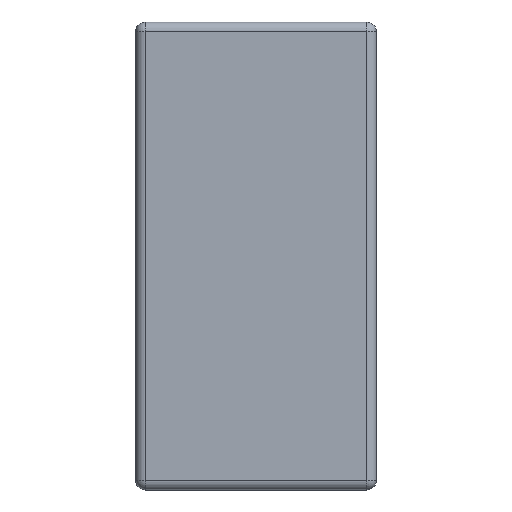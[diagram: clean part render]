
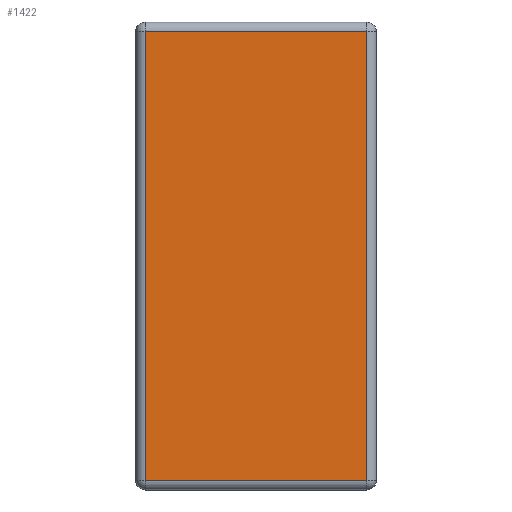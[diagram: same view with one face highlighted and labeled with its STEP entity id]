
A CAD part, left-side view. The second image highlights one B-rep face of the part: STEP entity #1422.
In plain terms, the highlighted planar face has unit normal (-1, 0, 0).
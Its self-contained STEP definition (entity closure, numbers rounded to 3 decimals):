
#25 = VECTOR ( 'NONE', #2159, 1000. ) ;
#62 = CARTESIAN_POINT ( 'NONE',  ( 0., 0.073, -0.073 ) ) ;
#101 = EDGE_CURVE ( 'NONE', #542, #1254, #3647, .T. ) ;
#169 = EDGE_LOOP ( 'NONE', ( #3747, #600, #224, #2582 ) ) ;
#224 = ORIENTED_EDGE ( 'NONE', *, *, #1381, .T. ) ;
#542 = VERTEX_POINT ( 'NONE', #1799 ) ;
#600 = ORIENTED_EDGE ( 'NONE', *, *, #101, .T. ) ;
#632 = CARTESIAN_POINT ( 'NONE',  ( 0., 0., 0. ) ) ;
#660 = PLANE ( 'NONE',  #1483 ) ;
#677 = DIRECTION ( 'NONE',  ( -1., 0., 0. ) ) ;
#690 = FACE_OUTER_BOUND ( 'NONE', #169, .T. ) ;
#853 = CARTESIAN_POINT ( 'NONE',  ( 0., 0.073, 0. ) ) ;
#937 = LINE ( 'NONE', #4305, #25 ) ;
#1243 = VECTOR ( 'NONE', #4025, 1000. ) ;
#1254 = VERTEX_POINT ( 'NONE', #62 ) ;
#1347 = CARTESIAN_POINT ( 'NONE',  ( 0., 1.727, -3.427 ) ) ;
#1381 = EDGE_CURVE ( 'NONE', #1254, #4301, #3108, .T. ) ;
#1395 = DIRECTION ( 'NONE',  ( 0., 1., 0. ) ) ;
#1422 = ADVANCED_FACE ( 'NONE', ( #690 ), #660, .T. ) ;
#1483 = AXIS2_PLACEMENT_3D ( 'NONE', #632, #677, #3161 ) ;
#1799 = CARTESIAN_POINT ( 'NONE',  ( 0., 0.073, -3.427 ) ) ;
#1951 = CARTESIAN_POINT ( 'NONE',  ( 0., 1.727, -0.073 ) ) ;
#2159 = DIRECTION ( 'NONE',  ( 0., -1., 0. ) ) ;
#2195 = LINE ( 'NONE', #4637, #4555 ) ;
#2521 = VERTEX_POINT ( 'NONE', #1347 ) ;
#2582 = ORIENTED_EDGE ( 'NONE', *, *, #2583, .T. ) ;
#2583 = EDGE_CURVE ( 'NONE', #4301, #2521, #2195, .T. ) ;
#3108 = LINE ( 'NONE', #3842, #3451 ) ;
#3161 = DIRECTION ( 'NONE',  ( 0., 0., 1. ) ) ;
#3451 = VECTOR ( 'NONE', #1395, 1000. ) ;
#3647 = LINE ( 'NONE', #853, #1243 ) ;
#3747 = ORIENTED_EDGE ( 'NONE', *, *, #4654, .T. ) ;
#3842 = CARTESIAN_POINT ( 'NONE',  ( 0., 1.8, -0.073 ) ) ;
#4025 = DIRECTION ( 'NONE',  ( 0., 0., 1. ) ) ;
#4301 = VERTEX_POINT ( 'NONE', #1951 ) ;
#4305 = CARTESIAN_POINT ( 'NONE',  ( 0., 0., -3.427 ) ) ;
#4555 = VECTOR ( 'NONE', #4650, 1000. ) ;
#4637 = CARTESIAN_POINT ( 'NONE',  ( 0., 1.727, -3.5 ) ) ;
#4650 = DIRECTION ( 'NONE',  ( 0., 0., -1. ) ) ;
#4654 = EDGE_CURVE ( 'NONE', #2521, #542, #937, .T. ) ;
